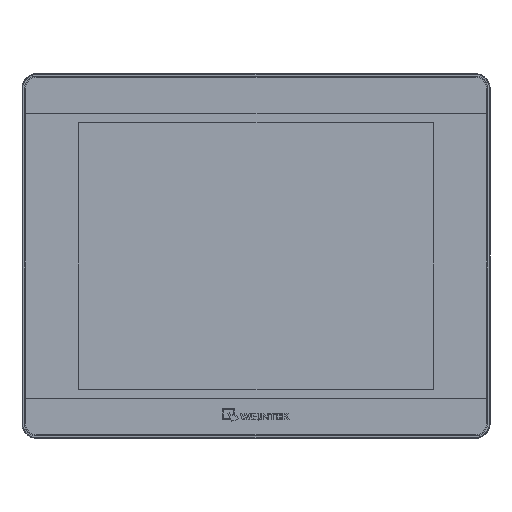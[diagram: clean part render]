
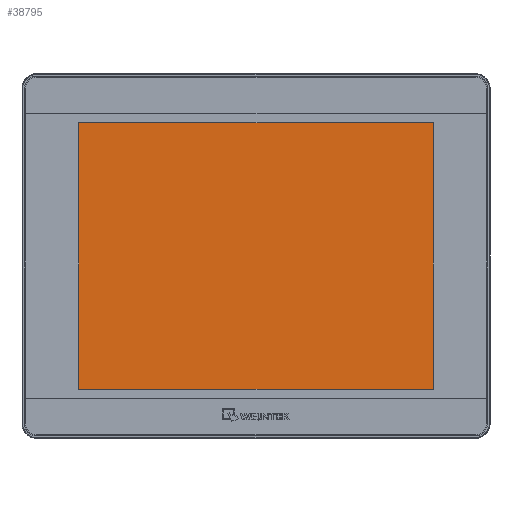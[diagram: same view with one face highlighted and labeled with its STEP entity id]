
A CAD part, top view. The second image highlights one B-rep face of the part: STEP entity #38795.
In plain terms, the highlighted planar face has unit normal (0, 0, 1).
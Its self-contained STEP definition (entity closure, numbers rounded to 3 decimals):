
#4615 = AXIS2_PLACEMENT_3D ( 'NONE', #23639, #23668, #23672 ) ;
#17312 = EDGE_CURVE ( 'NONE', #27127, #26686, #64659, .T. ) ;
#17369 = EDGE_CURVE ( 'NONE', #26686, #26677, #64255, .T. ) ;
#18177 = EDGE_CURVE ( 'NONE', #26677, #27047, #33297, .T. ) ;
#22892 = CARTESIAN_POINT ( 'NONE',  ( 122.1, 74.23, 7.53 ) ) ;
#22917 = LINE ( 'NONE', #22892, #60975 ) ;
#22927 = DIRECTION ( 'NONE',  ( 1., 0., 0. ) ) ;
#23639 = CARTESIAN_POINT ( 'NONE',  ( 122.1, 93.35, 7.53 ) ) ;
#23657 = FACE_OUTER_BOUND ( 'NONE', #24382, .T. ) ;
#23660 = PLANE ( 'NONE',  #4615 ) ;
#23668 = DIRECTION ( 'NONE',  ( 0., 0., 1. ) ) ;
#23672 = DIRECTION ( 'NONE',  ( 0., -1., 0. ) ) ;
#24382 = EDGE_LOOP ( 'NONE', ( #47020, #46097, #46106, #47693 ) ) ;
#26677 = VERTEX_POINT ( 'NONE', #33741 ) ;
#26686 = VERTEX_POINT ( 'NONE', #33738 ) ;
#27047 = VERTEX_POINT ( 'NONE', #33997 ) ;
#27127 = VERTEX_POINT ( 'NONE', #34080 ) ;
#33297 = LINE ( 'NONE', #33300, #43063 ) ;
#33300 = CARTESIAN_POINT ( 'NONE',  ( -98.8, 93.35, 7.53 ) ) ;
#33302 = DIRECTION ( 'NONE',  ( 0., 1., 0. ) ) ;
#33738 = CARTESIAN_POINT ( 'NONE',  ( 98.8, -74.23, 7.53 ) ) ;
#33741 = CARTESIAN_POINT ( 'NONE',  ( -98.8, -74.23, 7.53 ) ) ;
#33997 = CARTESIAN_POINT ( 'NONE',  ( -98.8, 74.23, 7.53 ) ) ;
#34080 = CARTESIAN_POINT ( 'NONE',  ( 98.8, 74.23, 7.53 ) ) ;
#38795 = ADVANCED_FACE ( 'NONE', ( #23657 ), #23660, .T. ) ;
#39055 = EDGE_CURVE ( 'NONE', #27047, #27127, #22917, .T. ) ;
#43063 = VECTOR ( 'NONE', #33302, 1000. ) ;
#43738 = VECTOR ( 'NONE', #64610, 1000. ) ;
#43851 = VECTOR ( 'NONE', #64642, 1000. ) ;
#46097 = ORIENTED_EDGE ( 'NONE', *, *, #39055, .F. ) ;
#46106 = ORIENTED_EDGE ( 'NONE', *, *, #18177, .F. ) ;
#47020 = ORIENTED_EDGE ( 'NONE', *, *, #17312, .F. ) ;
#47693 = ORIENTED_EDGE ( 'NONE', *, *, #17369, .F. ) ;
#60975 = VECTOR ( 'NONE', #22927, 1000. ) ;
#64255 = LINE ( 'NONE', #64827, #43851 ) ;
#64610 = DIRECTION ( 'NONE',  ( 0., -1., 0. ) ) ;
#64621 = CARTESIAN_POINT ( 'NONE',  ( 98.8, 93.35, 7.53 ) ) ;
#64642 = DIRECTION ( 'NONE',  ( -1., 0., 0. ) ) ;
#64659 = LINE ( 'NONE', #64621, #43738 ) ;
#64827 = CARTESIAN_POINT ( 'NONE',  ( 122.1, -74.23, 7.53 ) ) ;
